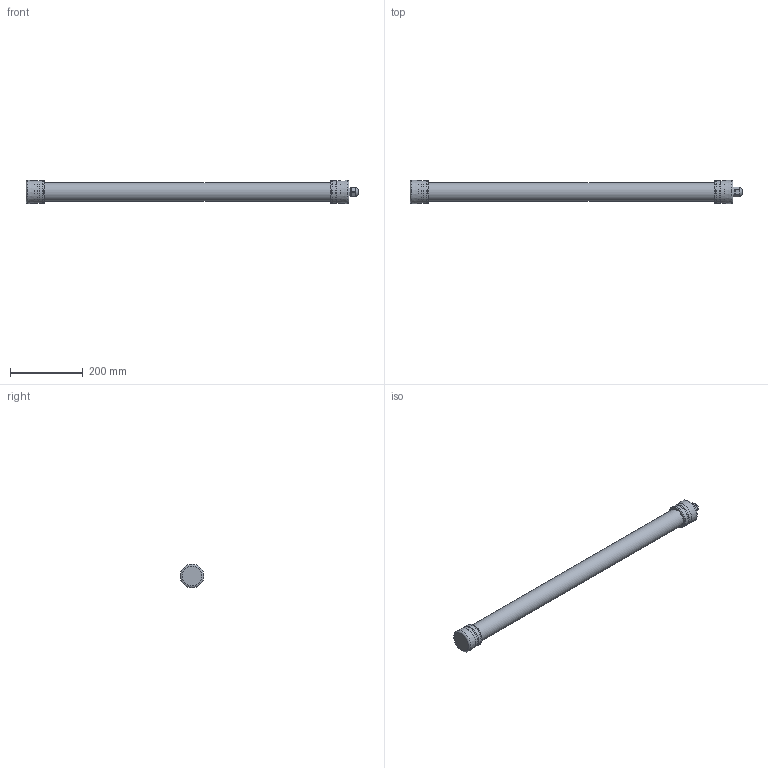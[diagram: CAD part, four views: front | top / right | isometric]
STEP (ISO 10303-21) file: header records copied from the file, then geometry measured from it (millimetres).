
FILE_DESCRIPTION(/* description */ (''),/* implementation_level */ '2;1');
FILE_NAME(/* name */ 'KE-LED-EA 5030-P .stp',/* time_stamp */ '2025-05-19T09:17:50+02:00',/* author */ ('stree'),/* organization */ (''),/* preprocessor_version */ 'ST-DEVELOPER v20.1',/* originating_system */ 'Autodesk Inventor 2026',/* authorisation */ '');
FILE_SCHEMA (('AUTOMOTIVE_DESIGN { 1 0 10303 214 3 1 1 }'));
Length unit declared in the file: millimetre
Products named in the file (6): KE-LED-EA 5030-P Baugruppe; KE-LED-EA 5030-P Kappe Oben; KE-LED-EA 5030-P Kappe Unten; KE-LED-EA 5030-P Rohr; Kabelverschraubung M20; KE-LED-EA 5030-P 2.Rohr
Assembly tree (5 placements, depth 2):
  KE-LED-EA 5030-P Baugruppe
    KE-LED-EA 5030-P Kappe Oben
    KE-LED-EA 5030-P Kappe Unten
    KE-LED-EA 5030-P Rohr
    Kabelverschraubung M20
    KE-LED-EA 5030-P 2.Rohr
Bounding box: 915 x 64.57 x 64.57 mm (x, y, z)
Volume: 665113.2 mm3; surface area: 344474.1 mm2
Topology: 5 solids, 5 shells, 73 faces, 149 edges, 98 vertices
Faces by surface type: plane 34, cylinder 26, torus 6, cone 6, bspline 1
Full cylindrical faces by diameter (mm): 10 x1, 18 x1, 20 x2, 41.9 x1, 42 x2, 50 x3, 62.5 x2, 64 x2
Entity records: 2220 total; most frequent: DIRECTION 396, CARTESIAN_POINT 357, ORIENTED_EDGE 298, AXIS2_PLACEMENT_3D 164, EDGE_CURVE 149, VERTEX_POINT 98, EDGE_LOOP 93, CIRCLE 81
